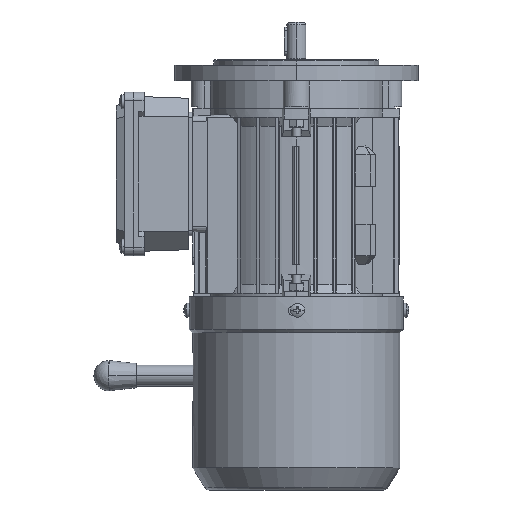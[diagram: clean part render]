
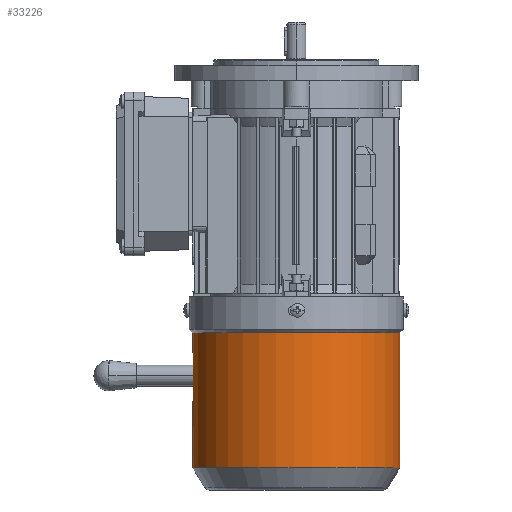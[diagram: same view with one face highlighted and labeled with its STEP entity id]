
A CAD part, left-side view. The second image highlights one B-rep face of the part: STEP entity #33226.
In plain terms, the highlighted cylindrical face has radius 59.5 mm (diameter 119 mm), a partial arc.
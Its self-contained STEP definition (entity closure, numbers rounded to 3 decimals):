
#33170 = EDGE_CURVE ( 'NONE', #33171, #33172, #59924, .T. ) ;
#33171 = VERTEX_POINT ( 'NONE', #59915 ) ;
#33172 = VERTEX_POINT ( 'NONE', #59914 ) ;
#33226 = ADVANCED_FACE ( 'NONE', ( #59997 ), #59996, .T. ) ;
#33227 = EDGE_LOOP ( 'NONE', ( #33228, #33229, #33232, #33235, #33238, #33241, #33244, #33253 ) ) ;
#33228 = ORIENTED_EDGE ( 'NONE', *, *, #33170, .T. ) ;
#33229 = ORIENTED_EDGE ( 'NONE', *, *, #33230, .T. ) ;
#33230 = EDGE_CURVE ( 'NONE', #33172, #33231, #59991, .T. ) ;
#33231 = VERTEX_POINT ( 'NONE', #59864 ) ;
#33232 = ORIENTED_EDGE ( 'NONE', *, *, #33233, .F. ) ;
#33233 = EDGE_CURVE ( 'NONE', #33234, #33231, #59862, .T. ) ;
#33234 = VERTEX_POINT ( 'NONE', #59861 ) ;
#33235 = ORIENTED_EDGE ( 'NONE', *, *, #33236, .F. ) ;
#33236 = EDGE_CURVE ( 'NONE', #33237, #33234, #59863, .T. ) ;
#33237 = VERTEX_POINT ( 'NONE', #59857 ) ;
#33238 = ORIENTED_EDGE ( 'NONE', *, *, #33239, .F. ) ;
#33239 = EDGE_CURVE ( 'NONE', #33240, #33237, #60015, .T. ) ;
#33240 = VERTEX_POINT ( 'NONE', #59856 ) ;
#33241 = ORIENTED_EDGE ( 'NONE', *, *, #33242, .T. ) ;
#33242 = EDGE_CURVE ( 'NONE', #33240, #33243, #60014, .T. ) ;
#33243 = VERTEX_POINT ( 'NONE', #60010 ) ;
#33244 = ORIENTED_EDGE ( 'NONE', *, *, #33245, .F. ) ;
#33245 = EDGE_CURVE ( 'NONE', #33252, #33243, #60035, .T. ) ;
#33252 = VERTEX_POINT ( 'NONE', #59986 ) ;
#33253 = ORIENTED_EDGE ( 'NONE', *, *, #33254, .F. ) ;
#33254 = EDGE_CURVE ( 'NONE', #33171, #33252, #59985, .T. ) ;
#59833 = DIRECTION ( 'NONE',  ( -1., 0., 0. ) ) ;
#59834 = VECTOR ( 'NONE', #59833, 1000. ) ;
#59835 = CARTESIAN_POINT ( 'NONE',  ( 2.001, -59.198, 6. ) ) ;
#59836 = CARTESIAN_POINT ( 'NONE',  ( -77.999, -59.501, 0. ) ) ;
#59837 = CARTESIAN_POINT ( 'NONE',  ( -77.999, -59.501, 0.392 ) ) ;
#59838 = CARTESIAN_POINT ( 'NONE',  ( -77.961, -59.497, 0.781 ) ) ;
#59839 = CARTESIAN_POINT ( 'NONE',  ( -77.846, -59.486, 1.362 ) ) ;
#59840 = CARTESIAN_POINT ( 'NONE',  ( -77.798, -59.481, 1.555 ) ) ;
#59841 = CARTESIAN_POINT ( 'NONE',  ( -77.683, -59.47, 1.931 ) ) ;
#59842 = CARTESIAN_POINT ( 'NONE',  ( -77.551, -59.458, 2.3 ) ) ;
#59843 = CARTESIAN_POINT ( 'NONE',  ( -77.384, -59.442, 2.653 ) ) ;
#59844 = CARTESIAN_POINT ( 'NONE',  ( -77.199, -59.426, 3. ) ) ;
#59845 = CARTESIAN_POINT ( 'NONE',  ( -77.097, -59.417, 3.17 ) ) ;
#59846 = CARTESIAN_POINT ( 'NONE',  ( -76.768, -59.389, 3.662 ) ) ;
#59847 = CARTESIAN_POINT ( 'NONE',  ( -76.52, -59.37, 3.964 ) ) ;
#59848 = CARTESIAN_POINT ( 'NONE',  ( -75.967, -59.33, 4.518 ) ) ;
#59849 = CARTESIAN_POINT ( 'NONE',  ( -75.658, -59.31, 4.771 ) ) ;
#59850 = CARTESIAN_POINT ( 'NONE',  ( -75.006, -59.273, 5.207 ) ) ;
#59851 = CARTESIAN_POINT ( 'NONE',  ( -74.662, -59.257, 5.391 ) ) ;
#59852 = CARTESIAN_POINT ( 'NONE',  ( -74.117, -59.236, 5.617 ) ) ;
#59853 = CARTESIAN_POINT ( 'NONE',  ( -73.929, -59.229, 5.685 ) ) ;
#59854 = CARTESIAN_POINT ( 'NONE',  ( -73.552, -59.218, 5.799 ) ) ;
#59855 = CARTESIAN_POINT ( 'NONE',  ( -73.362, -59.213, 5.847 ) ) ;
#59856 = CARTESIAN_POINT ( 'NONE',  ( -45.999, -59.501, 0. ) ) ;
#59857 = CARTESIAN_POINT ( 'NONE',  ( -51.999, -59.198, 6. ) ) ;
#59858 = CARTESIAN_POINT ( 'NONE',  ( -72.786, -59.202, 5.961 ) ) ;
#59859 = CARTESIAN_POINT ( 'NONE',  ( -72.396, -59.198, 6. ) ) ;
#59860 = CARTESIAN_POINT ( 'NONE',  ( -71.999, -59.198, 6. ) ) ;
#59861 = CARTESIAN_POINT ( 'NONE',  ( -71.999, -59.198, 6. ) ) ;
#59862 = B_SPLINE_CURVE_WITH_KNOTS ( 'NONE', 3,
 ( #59860, #59859, #59858, #59855, #59854, #59853, #59852, #59851, #59850, #59849, #59848, #59847, #59846, #59845, #59844, #59843, #59842, #59841, #59840, #59839, #59838, #59837, #59836 ),
 .UNSPECIFIED., .F., .F.,
 ( 4, 2, 2, 2, 2, 2, 2, 2, 1, 2, 2, 4 ),
 ( 0., 0.001, 0.002, 0.002, 0.004, 0.005, 0.006, 0.006, 0.007, 0.008, 0.008, 0.009 ),
 .UNSPECIFIED. ) ;
#59863 = LINE ( 'NONE', #59835, #59834 ) ;
#59864 = CARTESIAN_POINT ( 'NONE',  ( -77.999, -59.501, 0. ) ) ;
#59914 = CARTESIAN_POINT ( 'NONE',  ( -87.285, -59.501, 0. ) ) ;
#59915 = CARTESIAN_POINT ( 'NONE',  ( -87.285, 59.499, 0. ) ) ;
#59916 = DIRECTION ( 'NONE',  ( 0., 1., 0. ) ) ;
#59917 = DIRECTION ( 'NONE',  ( 1., 0., 0. ) ) ;
#59918 = CARTESIAN_POINT ( 'NONE',  ( -87.285, -0.001, 0. ) ) ;
#59919 = AXIS2_PLACEMENT_3D ( 'NONE', #59918, #59917, #59916 ) ;
#59924 = CIRCLE ( 'NONE', #59919, 59.5 ) ;
#59982 = DIRECTION ( 'NONE',  ( 1., 0., 0. ) ) ;
#59983 = VECTOR ( 'NONE', #59982, 1000. ) ;
#59984 = CARTESIAN_POINT ( 'NONE',  ( 2.001, 59.499, 0. ) ) ;
#59985 = LINE ( 'NONE', #59984, #59983 ) ;
#59986 = CARTESIAN_POINT ( 'NONE',  ( -9.716, 59.499, 0. ) ) ;
#59988 = DIRECTION ( 'NONE',  ( 1., 0., 0. ) ) ;
#59989 = VECTOR ( 'NONE', #59988, 1000. ) ;
#59990 = CARTESIAN_POINT ( 'NONE',  ( 2.001, -59.501, 0. ) ) ;
#59991 = LINE ( 'NONE', #59990, #59989 ) ;
#59992 = DIRECTION ( 'NONE',  ( 0., 1., 0. ) ) ;
#59993 = DIRECTION ( 'NONE',  ( 1., 0., 0. ) ) ;
#59994 = CARTESIAN_POINT ( 'NONE',  ( 2.001, -0.001, 0. ) ) ;
#59995 = AXIS2_PLACEMENT_3D ( 'NONE', #59994, #59993, #59992 ) ;
#59996 = CYLINDRICAL_SURFACE ( 'NONE', #59995, 59.5 ) ;
#59997 = FACE_OUTER_BOUND ( 'NONE', #33227, .T. ) ;
#60009 = CARTESIAN_POINT ( 'NONE',  ( -45.999, -59.501, 0. ) ) ;
#60010 = CARTESIAN_POINT ( 'NONE',  ( -9.716, -59.501, 0. ) ) ;
#60011 = DIRECTION ( 'NONE',  ( 1., 0., 0. ) ) ;
#60012 = VECTOR ( 'NONE', #60011, 1000. ) ;
#60013 = CARTESIAN_POINT ( 'NONE',  ( 2.001, -59.501, 0. ) ) ;
#60014 = LINE ( 'NONE', #60013, #60012 ) ;
#60015 = B_SPLINE_CURVE_WITH_KNOTS ( 'NONE', 3,
 ( #60009, #60056, #60055, #60054, #60053, #60052, #60051, #60050, #60049, #60048, #60047, #60046, #60045, #60044, #60043, #60042, #60041, #60040, #60039, #60038, #60037, #60036 ),
 .UNSPECIFIED., .F., .F.,
 ( 4, 2, 2, 2, 2, 2, 2, 2, 2, 2, 4 ),
 ( 0.009, 0.011, 0.012, 0.012, 0.013, 0.014, 0.015, 0.016, 0.016, 0.018, 0.019 ),
 .UNSPECIFIED. ) ;
#60031 = DIRECTION ( 'NONE',  ( 0., 1., 0. ) ) ;
#60032 = DIRECTION ( 'NONE',  ( 1., 0., 0. ) ) ;
#60033 = CARTESIAN_POINT ( 'NONE',  ( -9.716, -0.001, 0. ) ) ;
#60034 = AXIS2_PLACEMENT_3D ( 'NONE', #60033, #60032, #60031 ) ;
#60035 = CIRCLE ( 'NONE', #60034, 59.5 ) ;
#60036 = CARTESIAN_POINT ( 'NONE',  ( -51.999, -59.198, 6. ) ) ;
#60037 = CARTESIAN_POINT ( 'NONE',  ( -51.603, -59.198, 6. ) ) ;
#60038 = CARTESIAN_POINT ( 'NONE',  ( -51.206, -59.202, 5.96 ) ) ;
#60039 = CARTESIAN_POINT ( 'NONE',  ( -50.437, -59.217, 5.806 ) ) ;
#60040 = CARTESIAN_POINT ( 'NONE',  ( -50.064, -59.228, 5.693 ) ) ;
#60041 = CARTESIAN_POINT ( 'NONE',  ( -49.519, -59.25, 5.467 ) ) ;
#60042 = CARTESIAN_POINT ( 'NONE',  ( -49.339, -59.257, 5.382 ) ) ;
#60043 = CARTESIAN_POINT ( 'NONE',  ( -48.992, -59.274, 5.196 ) ) ;
#60044 = CARTESIAN_POINT ( 'NONE',  ( -48.825, -59.283, 5.095 ) ) ;
#60045 = CARTESIAN_POINT ( 'NONE',  ( -48.338, -59.31, 4.769 ) ) ;
#60046 = CARTESIAN_POINT ( 'NONE',  ( -48.035, -59.33, 4.521 ) ) ;
#60047 = CARTESIAN_POINT ( 'NONE',  ( -47.476, -59.37, 3.961 ) ) ;
#60048 = CARTESIAN_POINT ( 'NONE',  ( -47.228, -59.39, 3.658 ) ) ;
#60049 = CARTESIAN_POINT ( 'NONE',  ( -46.902, -59.417, 3.171 ) ) ;
#60050 = CARTESIAN_POINT ( 'NONE',  ( -46.801, -59.426, 3.003 ) ) ;
#60051 = CARTESIAN_POINT ( 'NONE',  ( -46.616, -59.442, 2.656 ) ) ;
#60052 = CARTESIAN_POINT ( 'NONE',  ( -46.531, -59.45, 2.477 ) ) ;
#60053 = CARTESIAN_POINT ( 'NONE',  ( -46.305, -59.471, 1.932 ) ) ;
#60054 = CARTESIAN_POINT ( 'NONE',  ( -46.192, -59.482, 1.558 ) ) ;
#60055 = CARTESIAN_POINT ( 'NONE',  ( -46.039, -59.497, 0.789 ) ) ;
#60056 = CARTESIAN_POINT ( 'NONE',  ( -45.999, -59.501, 0.391 ) ) ;
